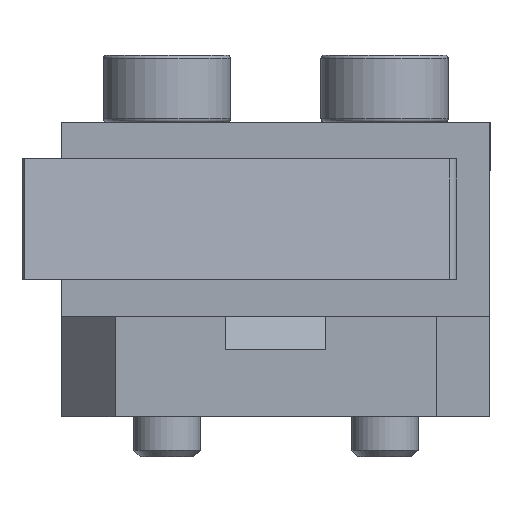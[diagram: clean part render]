
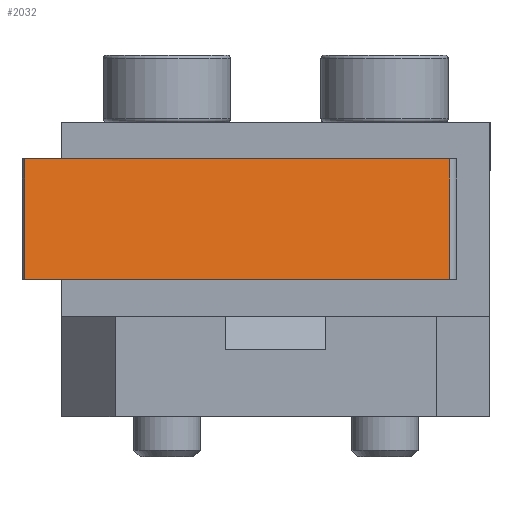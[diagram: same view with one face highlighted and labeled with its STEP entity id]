
A CAD part, left-side view. The second image highlights one B-rep face of the part: STEP entity #2032.
In plain terms, the highlighted planar face has unit normal (-0.962, -0.275, 0).
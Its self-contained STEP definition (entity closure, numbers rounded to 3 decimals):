
#241=FACE_OUTER_BOUND('',#363,.T.);
#363=EDGE_LOOP('',(#1724,#1725,#1726,#1727));
#587=LINE('',#3349,#825);
#588=LINE('',#3352,#826);
#589=LINE('',#3354,#827);
#590=LINE('',#3355,#828);
#825=VECTOR('',#2742,10.);
#826=VECTOR('',#2745,10.);
#827=VECTOR('',#2746,10.);
#828=VECTOR('',#2747,10.);
#1008=VERTEX_POINT('',#3340);
#1011=VERTEX_POINT('',#3347);
#1012=VERTEX_POINT('',#3351);
#1013=VERTEX_POINT('',#3353);
#1256=EDGE_CURVE('',#1008,#1011,#587,.T.);
#1257=EDGE_CURVE('',#1011,#1012,#588,.T.);
#1258=EDGE_CURVE('',#1013,#1012,#589,.T.);
#1259=EDGE_CURVE('',#1008,#1013,#590,.T.);
#1724=ORIENTED_EDGE('',*,*,#1256,.T.);
#1725=ORIENTED_EDGE('',*,*,#1257,.T.);
#1726=ORIENTED_EDGE('',*,*,#1258,.F.);
#1727=ORIENTED_EDGE('',*,*,#1259,.F.);
#1928=PLANE('',#2277);
#2032=ADVANCED_FACE('',(#241),#1928,.T.);
#2277=AXIS2_PLACEMENT_3D('',#3350,#2743,#2744);
#2742=DIRECTION('',(-0.275,0.961,0.));
#2743=DIRECTION('center_axis',(-0.961,-0.275,0.));
#2744=DIRECTION('ref_axis',(-0.275,0.961,0.));
#2745=DIRECTION('',(0.,0.,-1.));
#2746=DIRECTION('',(-0.275,0.961,0.));
#2747=DIRECTION('',(0.,0.,-1.));
#3340=CARTESIAN_POINT('',(14.629,-21.594,4.7));
#3347=CARTESIAN_POINT('',(11.,-8.903,4.7));
#3349=CARTESIAN_POINT('',(13.784,-18.638,4.7));
#3350=CARTESIAN_POINT('Origin',(14.712,-21.882,5.8));
#3351=CARTESIAN_POINT('',(11.,-8.903,1.1));
#3352=CARTESIAN_POINT('',(11.,-8.903,5.8));
#3353=CARTESIAN_POINT('',(14.629,-21.594,1.1));
#3354=CARTESIAN_POINT('',(13.784,-18.638,1.1));
#3355=CARTESIAN_POINT('',(14.629,-21.594,5.8));
